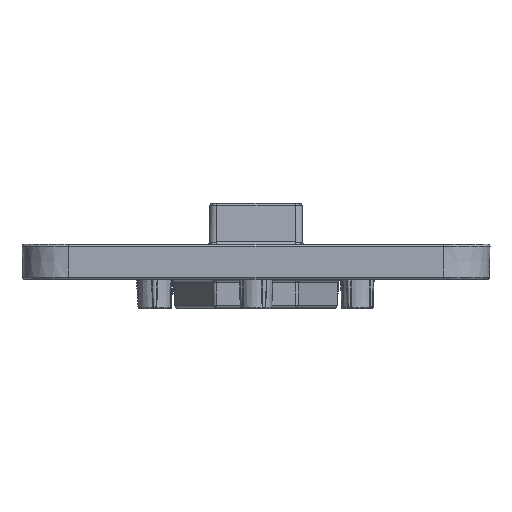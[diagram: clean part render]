
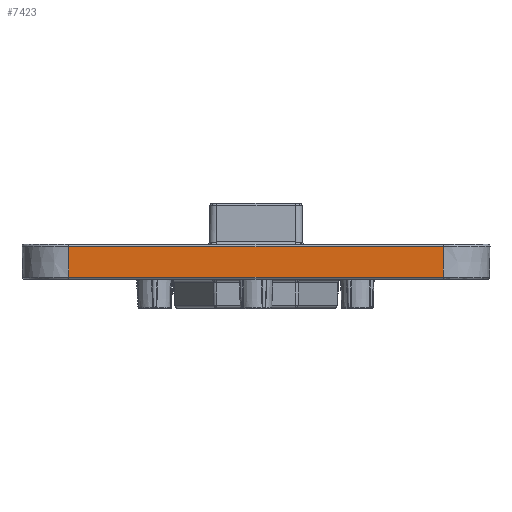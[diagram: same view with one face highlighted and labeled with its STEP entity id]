
A CAD part, left-side view. The second image highlights one B-rep face of the part: STEP entity #7423.
In plain terms, the highlighted planar face has unit normal (-1, 0, -0.018).
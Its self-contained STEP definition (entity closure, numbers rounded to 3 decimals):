
#113 = CARTESIAN_POINT ( 'NONE',  ( -19.996, 16., 2.797 ) ) ;
#171 = VERTEX_POINT ( 'NONE', #7777 ) ;
#217 = DIRECTION ( 'NONE',  ( 0., -1., 0. ) ) ;
#994 = CARTESIAN_POINT ( 'NONE',  ( -19.996, 0., 2.797 ) ) ;
#1051 = ORIENTED_EDGE ( 'NONE', *, *, #8727, .T. ) ;
#1762 = LINE ( 'NONE', #12906, #2097 ) ;
#1783 = DIRECTION ( 'NONE',  ( -0.017, 0., 1. ) ) ;
#1797 = DIRECTION ( 'NONE',  ( -1., 0., -0.017 ) ) ;
#1814 = PLANE ( 'NONE',  #6885 ) ;
#2097 = VECTOR ( 'NONE', #12919, 1000. ) ;
#2174 = CARTESIAN_POINT ( 'NONE',  ( -20., 0., 3. ) ) ;
#2415 = VERTEX_POINT ( 'NONE', #5907 ) ;
#2894 = EDGE_LOOP ( 'NONE', ( #5798, #3093, #7212, #1051 ) ) ;
#3093 = ORIENTED_EDGE ( 'NONE', *, *, #8311, .F. ) ;
#4189 = LINE ( 'NONE', #8703, #8453 ) ;
#4556 = EDGE_CURVE ( 'NONE', #12266, #171, #1762, .T. ) ;
#4963 = VECTOR ( 'NONE', #7385, 1000. ) ;
#5301 = LINE ( 'NONE', #7934, #4963 ) ;
#5558 = VECTOR ( 'NONE', #217, 1000. ) ;
#5798 = ORIENTED_EDGE ( 'NONE', *, *, #4556, .F. ) ;
#5907 = CARTESIAN_POINT ( 'NONE',  ( -19.951, 16., 0.197 ) ) ;
#6195 = CARTESIAN_POINT ( 'NONE',  ( -19.996, -16., 2.797 ) ) ;
#6240 = LINE ( 'NONE', #994, #5558 ) ;
#6471 = FACE_OUTER_BOUND ( 'NONE', #2894, .T. ) ;
#6885 = AXIS2_PLACEMENT_3D ( 'NONE', #2174, #1797, #1783 ) ;
#7212 = ORIENTED_EDGE ( 'NONE', *, *, #9956, .T. ) ;
#7385 = DIRECTION ( 'NONE',  ( 0.017, 0., -1. ) ) ;
#7423 = ADVANCED_FACE ( 'NONE', ( #6471 ), #1814, .T. ) ;
#7777 = CARTESIAN_POINT ( 'NONE',  ( -19.951, -16., 0.197 ) ) ;
#7934 = CARTESIAN_POINT ( 'NONE',  ( -20., 16., 3. ) ) ;
#8311 = EDGE_CURVE ( 'NONE', #12115, #12266, #6240, .T. ) ;
#8453 = VECTOR ( 'NONE', #8773, 1000. ) ;
#8703 = CARTESIAN_POINT ( 'NONE',  ( -19.951, 0., 0.197 ) ) ;
#8727 = EDGE_CURVE ( 'NONE', #2415, #171, #4189, .T. ) ;
#8773 = DIRECTION ( 'NONE',  ( 0., -1., 0. ) ) ;
#9956 = EDGE_CURVE ( 'NONE', #12115, #2415, #5301, .T. ) ;
#12115 = VERTEX_POINT ( 'NONE', #113 ) ;
#12266 = VERTEX_POINT ( 'NONE', #6195 ) ;
#12906 = CARTESIAN_POINT ( 'NONE',  ( -8730.025, -16., 499000. ) ) ;
#12919 = DIRECTION ( 'NONE',  ( 0.017, 0., -1. ) ) ;
